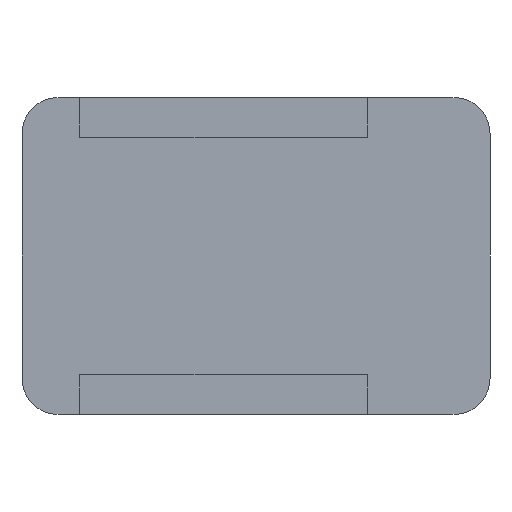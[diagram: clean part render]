
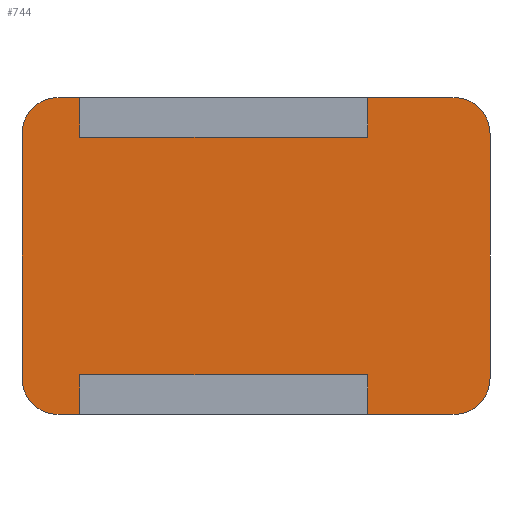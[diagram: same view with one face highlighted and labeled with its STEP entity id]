
A CAD part, front view. The second image highlights one B-rep face of the part: STEP entity #744.
In plain terms, the highlighted planar face has unit normal (0, -1, 0).
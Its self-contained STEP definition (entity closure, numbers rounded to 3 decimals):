
#24=CIRCLE('',#761,5.);
#26=CIRCLE('',#764,5.);
#52=CIRCLE('',#817,5.);
#53=CIRCLE('',#820,5.);
#110=FACE_OUTER_BOUND('',#153,.T.);
#153=EDGE_LOOP('',(#630,#631,#632,#633,#634,#635,#636,#637,#638,#639,#640,
#641,#642,#643,#644,#645));
#164=LINE('',#1051,#234);
#186=LINE('',#1097,#256);
#207=LINE('',#1195,#277);
#216=LINE('',#1213,#286);
#217=LINE('',#1221,#287);
#218=LINE('',#1224,#288);
#221=LINE('',#1229,#291);
#222=LINE('',#1232,#292);
#223=LINE('',#1233,#293);
#228=LINE('',#1246,#298);
#229=LINE('',#1248,#299);
#231=LINE('',#1252,#301);
#234=VECTOR('',#829,5.5);
#256=VECTOR('',#867,34.);
#277=VECTOR('',#974,5.5);
#286=VECTOR('',#989,5.5);
#287=VECTOR('',#1004,40.);
#288=VECTOR('',#1007,40.);
#291=VECTOR('',#1012,5.5);
#292=VECTOR('',#1015,3.);
#293=VECTOR('',#1016,12.);
#298=VECTOR('',#1029,12.);
#299=VECTOR('',#1030,3.);
#301=VECTOR('',#1034,34.);
#304=VERTEX_POINT('',#1049);
#305=VERTEX_POINT('',#1050);
#320=VERTEX_POINT('',#1095);
#321=VERTEX_POINT('',#1096);
#325=VERTEX_POINT('',#1106);
#327=VERTEX_POINT('',#1112);
#352=VERTEX_POINT('',#1188);
#355=VERTEX_POINT('',#1193);
#360=VERTEX_POINT('',#1209);
#361=VERTEX_POINT('',#1211);
#362=VERTEX_POINT('',#1223);
#363=VERTEX_POINT('',#1227);
#364=VERTEX_POINT('',#1231);
#367=VERTEX_POINT('',#1240);
#369=VERTEX_POINT('',#1247);
#370=VERTEX_POINT('',#1251);
#372=EDGE_CURVE('',#304,#305,#164,.T.);
#394=EDGE_CURVE('',#320,#321,#186,.T.);
#399=EDGE_CURVE('',#321,#325,#24,.T.);
#403=EDGE_CURVE('',#327,#320,#26,.T.);
#443=EDGE_CURVE('',#355,#352,#207,.T.);
#452=EDGE_CURVE('',#361,#360,#216,.T.);
#453=EDGE_CURVE('',#304,#361,#217,.T.);
#454=EDGE_CURVE('',#362,#352,#218,.T.);
#457=EDGE_CURVE('',#363,#362,#221,.T.);
#458=EDGE_CURVE('',#305,#364,#222,.T.);
#459=EDGE_CURVE('',#360,#327,#223,.T.);
#464=EDGE_CURVE('',#367,#364,#52,.T.);
#466=EDGE_CURVE('',#325,#355,#228,.T.);
#467=EDGE_CURVE('',#369,#363,#229,.T.);
#469=EDGE_CURVE('',#367,#370,#231,.T.);
#470=EDGE_CURVE('',#369,#370,#53,.T.);
#630=ORIENTED_EDGE('',*,*,#469,.T.);
#631=ORIENTED_EDGE('',*,*,#470,.F.);
#632=ORIENTED_EDGE('',*,*,#467,.T.);
#633=ORIENTED_EDGE('',*,*,#457,.T.);
#634=ORIENTED_EDGE('',*,*,#454,.T.);
#635=ORIENTED_EDGE('',*,*,#443,.F.);
#636=ORIENTED_EDGE('',*,*,#466,.F.);
#637=ORIENTED_EDGE('',*,*,#399,.F.);
#638=ORIENTED_EDGE('',*,*,#394,.F.);
#639=ORIENTED_EDGE('',*,*,#403,.F.);
#640=ORIENTED_EDGE('',*,*,#459,.F.);
#641=ORIENTED_EDGE('',*,*,#452,.F.);
#642=ORIENTED_EDGE('',*,*,#453,.F.);
#643=ORIENTED_EDGE('',*,*,#372,.T.);
#644=ORIENTED_EDGE('',*,*,#458,.T.);
#645=ORIENTED_EDGE('',*,*,#464,.F.);
#702=PLANE('',#819);
#744=ADVANCED_FACE('',(#110),#702,.F.);
#761=AXIS2_PLACEMENT_3D('',#1107,#875,#876);
#764=AXIS2_PLACEMENT_3D('',#1114,#883,#884);
#817=AXIS2_PLACEMENT_3D('',#1242,#1024,#1025);
#819=AXIS2_PLACEMENT_3D('',#1250,#1032,#1033);
#820=AXIS2_PLACEMENT_3D('',#1253,#1035,#1036);
#829=DIRECTION('',(0.,0.,1.));
#867=DIRECTION('',(0.,0.,-1.));
#875=DIRECTION('center_axis',(0.,1.,0.));
#876=DIRECTION('ref_axis',(1.,0.,0.));
#883=DIRECTION('center_axis',(0.,1.,0.));
#884=DIRECTION('ref_axis',(0.,0.,1.));
#974=DIRECTION('',(0.,0.,1.));
#989=DIRECTION('',(0.,0.,1.));
#1004=DIRECTION('',(1.,0.,0.));
#1007=DIRECTION('',(1.,0.,0.));
#1012=DIRECTION('',(0.,0.,1.));
#1015=DIRECTION('',(-1.,0.,0.));
#1016=DIRECTION('',(1.,0.,0.));
#1024=DIRECTION('center_axis',(0.,1.,0.));
#1025=DIRECTION('ref_axis',(-1.,0.,0.));
#1029=DIRECTION('',(-1.,0.,0.));
#1030=DIRECTION('',(1.,0.,0.));
#1032=DIRECTION('center_axis',(0.,1.,0.));
#1033=DIRECTION('ref_axis',(1.,0.,0.));
#1034=DIRECTION('',(0.,0.,-1.));
#1035=DIRECTION('center_axis',(0.,1.,0.));
#1036=DIRECTION('ref_axis',(0.,0.,-1.));
#1049=CARTESIAN_POINT('',(254.033,-160.938,-7.778));
#1050=CARTESIAN_POINT('',(254.033,-160.938,-2.278));
#1051=CARTESIAN_POINT('',(254.033,-160.938,-7.778));
#1095=CARTESIAN_POINT('',(311.033,-160.938,-7.278));
#1096=CARTESIAN_POINT('',(311.033,-160.938,-41.278));
#1097=CARTESIAN_POINT('',(311.033,-160.938,-7.278));
#1106=CARTESIAN_POINT('',(306.033,-160.938,-46.278));
#1107=CARTESIAN_POINT('Origin',(306.033,-160.938,-41.278));
#1112=CARTESIAN_POINT('',(306.033,-160.938,-2.278));
#1114=CARTESIAN_POINT('Origin',(306.033,-160.938,-7.278));
#1188=CARTESIAN_POINT('',(294.033,-160.938,-40.778));
#1193=CARTESIAN_POINT('',(294.033,-160.938,-46.278));
#1195=CARTESIAN_POINT('',(294.033,-160.938,-46.278));
#1209=CARTESIAN_POINT('',(294.033,-160.938,-2.278));
#1211=CARTESIAN_POINT('',(294.033,-160.938,-7.778));
#1213=CARTESIAN_POINT('',(294.033,-160.938,-7.778));
#1221=CARTESIAN_POINT('',(254.033,-160.938,-7.778));
#1223=CARTESIAN_POINT('',(254.033,-160.938,-40.778));
#1224=CARTESIAN_POINT('',(254.033,-160.938,-40.778));
#1227=CARTESIAN_POINT('',(254.033,-160.938,-46.278));
#1229=CARTESIAN_POINT('',(254.033,-160.938,-46.278));
#1231=CARTESIAN_POINT('',(251.033,-160.938,-2.278));
#1232=CARTESIAN_POINT('',(254.033,-160.938,-2.278));
#1233=CARTESIAN_POINT('',(294.033,-160.938,-2.278));
#1240=CARTESIAN_POINT('',(246.033,-160.938,-7.278));
#1242=CARTESIAN_POINT('Origin',(251.033,-160.938,-7.278));
#1246=CARTESIAN_POINT('',(306.033,-160.938,-46.278));
#1247=CARTESIAN_POINT('',(251.033,-160.938,-46.278));
#1248=CARTESIAN_POINT('',(251.033,-160.938,-46.278));
#1250=CARTESIAN_POINT('Origin',(359.332,-160.938,-47.053));
#1251=CARTESIAN_POINT('',(246.033,-160.938,-41.278));
#1252=CARTESIAN_POINT('',(246.033,-160.938,-7.278));
#1253=CARTESIAN_POINT('Origin',(251.033,-160.938,-41.278));
